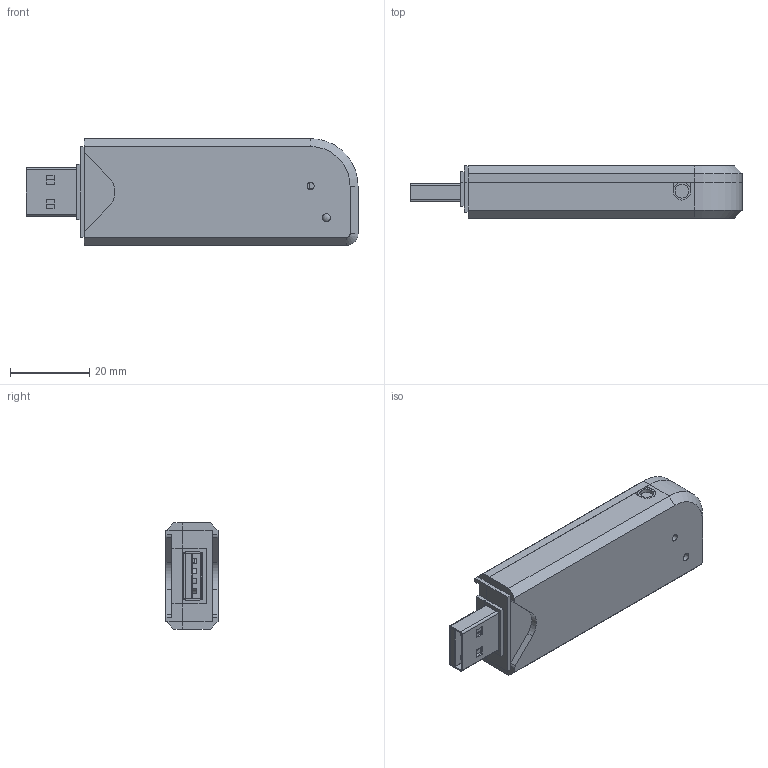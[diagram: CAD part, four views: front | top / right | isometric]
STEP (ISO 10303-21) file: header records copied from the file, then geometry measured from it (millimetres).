
FILE_DESCRIPTION (( 'STEP AP214' ), '1' );
FILE_NAME ('栖闉罻 DVB-T+FM+DAB 820T2 SDR.STEP', '2022-11-14T14:13:28', ( '' ), ( '' ), 'SwSTEP 2.0', 'SolidWorks 2021', '' );
FILE_SCHEMA (( 'AUTOMOTIVE_DESIGN' ));
Length unit declared in the file: millimetre
Products named in the file (9): 4. Part4; 3.1 Part3.1; 2 Frame DVB-T+FM+DAB 820T2 SDR; 1 Frame DVB-T+FM+DAB 820T2 SDR; 2. Part2; Plug Assembly; 栖闉罻 DVB-T+FM+DAB 820T2 SDR; Plate DVB-T+FM+DAB 820T2 SDR; 3. Part3
Assembly tree (10 placements, depth 3):
  栖闉罻 DVB-T+FM+DAB 820T2 SDR
    Plate DVB-T+FM+DAB 820T2 SDR
    Plug Assembly
      2. Part2
      3. Part3  x2
      3.1 Part3.1  x2
      4. Part4
    1 Frame DVB-T+FM+DAB 820T2 SDR
    2 Frame DVB-T+FM+DAB 820T2 SDR
Bounding box: 84 x 13.2 x 27 mm (x, y, z)
Volume: 10177.5 mm3; surface area: 16828.9 mm2
Topology: 9 solids, 9 shells, 534 faces, 1365 edges, 846 vertices
Faces by surface type: plane 368, cylinder 149, sphere 11, cone 4, torus 2
Full cylindrical faces by diameter (mm): 0.35 x4, 1.8 x1, 2 x1, 2.5 x2, 3 x1, 3.5 x1, 4.5 x1, 6.5 x2
Entity records: 16326 total; most frequent: CARTESIAN_POINT 2656, ORIENTED_EDGE 2480, DIRECTION 2398, EDGE_CURVE 1240, VECTOR 1002, LINE 1002, VERTEX_POINT 788, AXIS2_PLACEMENT_3D 698
